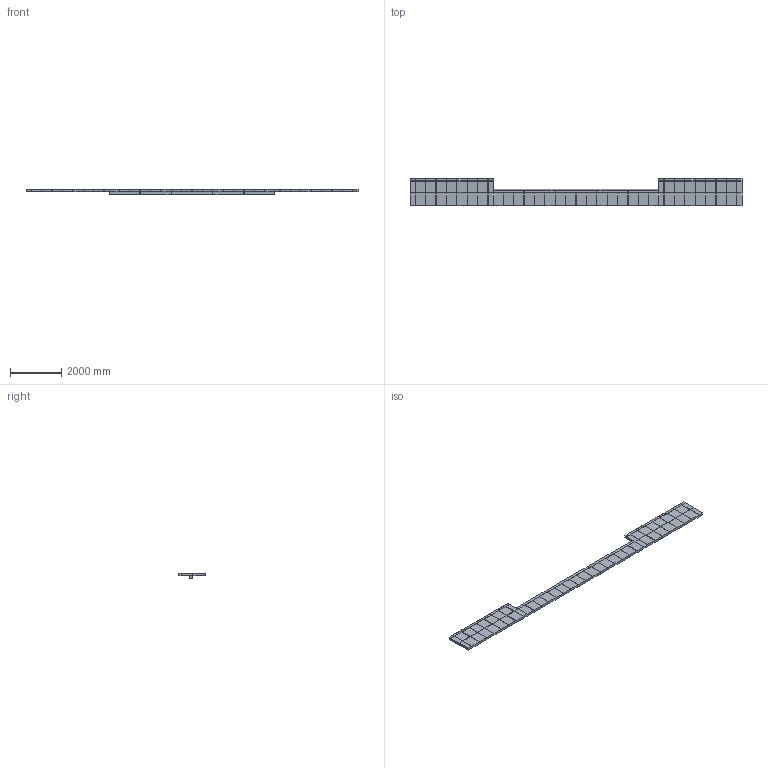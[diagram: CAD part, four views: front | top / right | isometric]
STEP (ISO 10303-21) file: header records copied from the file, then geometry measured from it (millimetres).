
FILE_DESCRIPTION(/* description */ (''),/* implementation_level */ '2;1');
FILE_NAME(/* name */ 'S Wall C.step',/* time_stamp */ '2023-01-12T14:22:44-06:00',/* author */ (''),/* organization */ (''),/* preprocessor_version */ 'ST-DEVELOPER v19.2',/* originating_system */ 'Autodesk Translation Framework v11.17.0.187',/* authorisation */ '');
FILE_SCHEMA (('AUTOMOTIVE_DESIGN { 1 0 10303 214 3 1 1 }'));
Length unit declared in the file: inch
Products named in the file (1): S Wall C
Bounding box: 12985.75 x 1069.97 x 219.07 mm (x, y, z)
Volume: 1080775039.8 mm3; surface area: 33887815.7 mm2
Topology: 75 solids, 75 shells, 475 faces, 973 edges, 648 vertices
Faces by surface type: plane 475
Entity records: 12172 total; most frequent: CARTESIAN_POINT 2097, ORIENTED_EDGE 1946, DIRECTION 1925, LINE 973, VECTOR 973, EDGE_CURVE 973, VERTEX_POINT 648, AXIS2_PLACEMENT_3D 476
